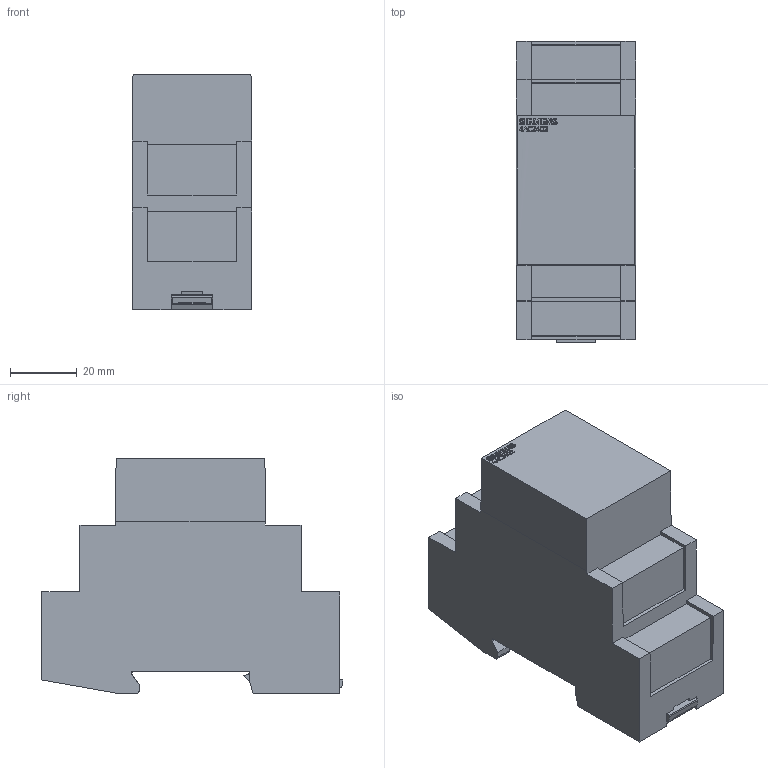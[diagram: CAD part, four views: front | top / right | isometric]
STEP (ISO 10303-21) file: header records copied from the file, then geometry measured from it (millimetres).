
FILE_DESCRIPTION(/* description */ (''),/* implementation_level */ '2;1');
FILE_NAME(/* name */ '4AC2402_v.stp',/* time_stamp */ '2023-03-09T13:49:44+01:00',/* author */ ('"(c) Siemens AG Smart Infrastructure"'),/* organization */ ('"(c) Siemens AG - Smart Infrastructure - EP"'),/* preprocessor_version */ 'ST-DEVELOPER v18.101',/* originating_system */ 'SIEMENS PLM Software NX 2008',/* authorisation */ '"Transmittal reproduction, dissemination and/or editing of this document as well as utilization of its contents and communication thereof to others without express authorization is prohibited. Offenders will be held liable for payment of damages. All rights created by patent grant or registration of a utility model or design patent are reserved."');
FILE_SCHEMA (('AUTOMOTIVE_DESIGN { 1 0 10303 214 3 1 1 1 }'));
Length unit declared in the file: millimetre
Products named in the file (1): 4AC2402
Bounding box: 35.8 x 90.7 x 70.8 mm (x, y, z)
Volume: 163899.2 mm3; surface area: 22670.5 mm2
Topology: 1 solids, 2 shells, 299 faces, 876 edges, 591 vertices
Faces by surface type: plane 274, bspline 10, cylinder 7, extrusion 6, torus 2
Entity records: 12567 total; most frequent: CARTESIAN_POINT 4024, ORIENTED_EDGE 1712, DIRECTION 1264, EDGE_CURVE 856, VECTOR 662, LINE 656, VERTEX_POINT 573, EDGE_LOOP 319
